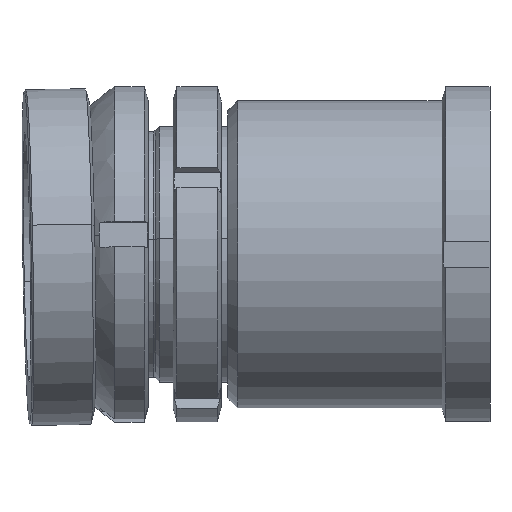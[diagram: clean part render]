
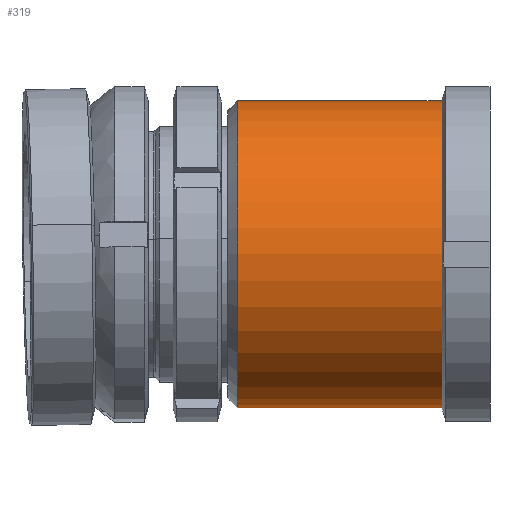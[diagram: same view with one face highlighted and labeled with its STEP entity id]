
A CAD part, left-side view. The second image highlights one B-rep face of the part: STEP entity #319.
In plain terms, the highlighted cylindrical face has radius 48 mm (diameter 96 mm), a partial arc.
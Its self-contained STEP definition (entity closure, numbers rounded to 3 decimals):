
#106 = ORIENTED_EDGE ( 'NONE', *, *, #3926, .F. ) ;
#130 = DIRECTION ( 'NONE',  ( 0., -1., 0. ) ) ;
#313 = FACE_OUTER_BOUND ( 'NONE', #1650, .T. ) ;
#319 = ADVANCED_FACE ( 'NONE', ( #313 ), #457, .T. ) ;
#415 = CARTESIAN_POINT ( 'NONE',  ( 0., -67., 0. ) ) ;
#450 = AXIS2_PLACEMENT_3D ( 'NONE', #2260, #4226, #2270 ) ;
#457 = CYLINDRICAL_SURFACE ( 'NONE', #450, 48. ) ;
#608 = EDGE_CURVE ( 'NONE', #3385, #2190, #2048, .T. ) ;
#738 = DIRECTION ( 'NONE',  ( 0., 1., 0. ) ) ;
#748 = CARTESIAN_POINT ( 'NONE',  ( 0., 10.447, -48. ) ) ;
#782 = VERTEX_POINT ( 'NONE', #3256 ) ;
#795 = CARTESIAN_POINT ( 'NONE',  ( 0., -3.1, -48. ) ) ;
#1028 = DIRECTION ( 'NONE',  ( 0., 0., 1. ) ) ;
#1057 = EDGE_CURVE ( 'NONE', #2197, #3385, #3325, .T. ) ;
#1072 = DIRECTION ( 'NONE',  ( 0., 1., 0. ) ) ;
#1106 = CIRCLE ( 'NONE', #2718, 48. ) ;
#1128 = CARTESIAN_POINT ( 'NONE',  ( 0., -67., 48. ) ) ;
#1650 = EDGE_LOOP ( 'NONE', ( #106, #2248, #3921, #3282 ) ) ;
#1703 = CARTESIAN_POINT ( 'NONE',  ( 0., 10.447, 48. ) ) ;
#1890 = VECTOR ( 'NONE', #1072, 1000. ) ;
#2048 = CIRCLE ( 'NONE', #2840, 48. ) ;
#2190 = VERTEX_POINT ( 'NONE', #795 ) ;
#2197 = VERTEX_POINT ( 'NONE', #1128 ) ;
#2248 = ORIENTED_EDGE ( 'NONE', *, *, #3864, .T. ) ;
#2260 = CARTESIAN_POINT ( 'NONE',  ( 0., 10.447, 0. ) ) ;
#2270 = DIRECTION ( 'NONE',  ( 0., 0., 1. ) ) ;
#2636 = VECTOR ( 'NONE', #3637, 1000. ) ;
#2718 = AXIS2_PLACEMENT_3D ( 'NONE', #415, #738, #1028 ) ;
#2742 = DIRECTION ( 'NONE',  ( 0., 0., -1. ) ) ;
#2840 = AXIS2_PLACEMENT_3D ( 'NONE', #3084, #130, #2742 ) ;
#3084 = CARTESIAN_POINT ( 'NONE',  ( 0., -3.1, 0. ) ) ;
#3256 = CARTESIAN_POINT ( 'NONE',  ( 0., -67., -48. ) ) ;
#3282 = ORIENTED_EDGE ( 'NONE', *, *, #608, .T. ) ;
#3300 = LINE ( 'NONE', #748, #2636 ) ;
#3325 = LINE ( 'NONE', #1703, #1890 ) ;
#3385 = VERTEX_POINT ( 'NONE', #3965 ) ;
#3637 = DIRECTION ( 'NONE',  ( 0., 1., 0. ) ) ;
#3864 = EDGE_CURVE ( 'NONE', #782, #2197, #1106, .T. ) ;
#3921 = ORIENTED_EDGE ( 'NONE', *, *, #1057, .T. ) ;
#3926 = EDGE_CURVE ( 'NONE', #782, #2190, #3300, .T. ) ;
#3965 = CARTESIAN_POINT ( 'NONE',  ( 0., -3.1, 48. ) ) ;
#4226 = DIRECTION ( 'NONE',  ( 0., 1., 0. ) ) ;
